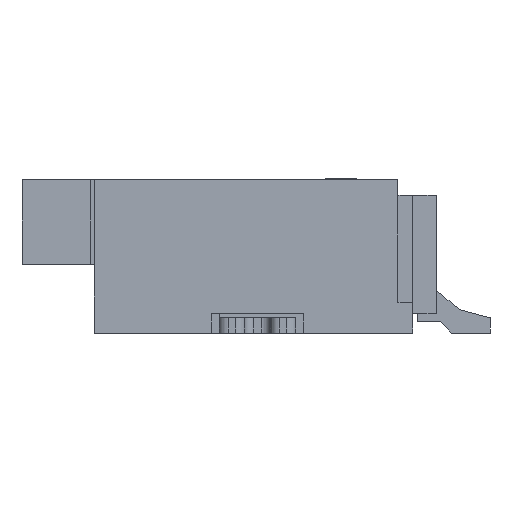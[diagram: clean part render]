
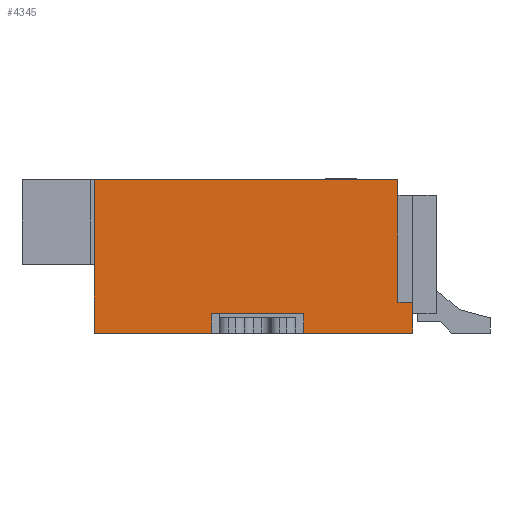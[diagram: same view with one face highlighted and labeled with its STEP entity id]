
A CAD part, left-side view. The second image highlights one B-rep face of the part: STEP entity #4345.
In plain terms, the highlighted planar face has unit normal (-1, 0, 0).
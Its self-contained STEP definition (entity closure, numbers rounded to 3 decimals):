
#767 = VECTOR ( 'NONE', #29317, 1000. ) ;
#1570 = ORIENTED_EDGE ( 'NONE', *, *, #28956, .F. ) ;
#2364 = CARTESIAN_POINT ( 'NONE',  ( -4.7, 0., -1.75 ) ) ;
#4271 = EDGE_CURVE ( 'NONE', #40345, #26513, #4815, .T. ) ;
#4345 = ADVANCED_FACE ( 'NONE', ( #31549 ), #31983, .F. ) ;
#4575 = VECTOR ( 'NONE', #32461, 1000. ) ;
#4815 = LINE ( 'NONE', #38692, #16176 ) ;
#5016 = DIRECTION ( 'NONE',  ( 0., 0., 1. ) ) ;
#5814 = LINE ( 'NONE', #26092, #15797 ) ;
#6170 = AXIS2_PLACEMENT_3D ( 'NONE', #11737, #38928, #5016 ) ;
#6966 = EDGE_CURVE ( 'NONE', #30284, #41723, #15370, .T. ) ;
#7455 = ORIENTED_EDGE ( 'NONE', *, *, #25159, .T. ) ;
#7679 = CARTESIAN_POINT ( 'NONE',  ( -4.7, 2.11, -2. ) ) ;
#8406 = VERTEX_POINT ( 'NONE', #11636 ) ;
#8568 = VECTOR ( 'NONE', #8860, 1000. ) ;
#8860 = DIRECTION ( 'NONE',  ( 0., 0., -1. ) ) ;
#9088 = CARTESIAN_POINT ( 'NONE',  ( -4.7, 2.11, -2. ) ) ;
#9836 = DIRECTION ( 'NONE',  ( 0., -1., 0. ) ) ;
#11408 = ORIENTED_EDGE ( 'NONE', *, *, #17465, .T. ) ;
#11558 = CARTESIAN_POINT ( 'NONE',  ( -4.7, 2.11, 0. ) ) ;
#11636 = CARTESIAN_POINT ( 'NONE',  ( -4.7, -2.04, -2. ) ) ;
#11737 = CARTESIAN_POINT ( 'NONE',  ( -4.7, 0., 0. ) ) ;
#11916 = CARTESIAN_POINT ( 'NONE',  ( -4.7, -0.62, -1.75 ) ) ;
#12304 = EDGE_LOOP ( 'NONE', ( #11408, #22306, #15112, #7455, #28417, #13131, #43859, #40946, #42637, #1570 ) ) ;
#12453 = LINE ( 'NONE', #9088, #26459 ) ;
#13131 = ORIENTED_EDGE ( 'NONE', *, *, #16924, .F. ) ;
#13798 = VERTEX_POINT ( 'NONE', #11916 ) ;
#15112 = ORIENTED_EDGE ( 'NONE', *, *, #18894, .T. ) ;
#15370 = LINE ( 'NONE', #28900, #8568 ) ;
#15797 = VECTOR ( 'NONE', #9836, 1000. ) ;
#16009 = LINE ( 'NONE', #42936, #767 ) ;
#16176 = VECTOR ( 'NONE', #42225, 1000. ) ;
#16924 = EDGE_CURVE ( 'NONE', #13798, #30284, #25982, .T. ) ;
#17040 = EDGE_CURVE ( 'NONE', #8406, #18326, #27077, .T. ) ;
#17266 = EDGE_CURVE ( 'NONE', #13798, #36645, #29272, .T. ) ;
#17465 = EDGE_CURVE ( 'NONE', #34221, #40345, #35483, .T. ) ;
#18145 = DIRECTION ( 'NONE',  ( 0., 0., 1. ) ) ;
#18326 = VERTEX_POINT ( 'NONE', #20334 ) ;
#18894 = EDGE_CURVE ( 'NONE', #26513, #36854, #12453, .T. ) ;
#20086 = CARTESIAN_POINT ( 'NONE',  ( -4.7, -0.62, -2. ) ) ;
#20334 = CARTESIAN_POINT ( 'NONE',  ( -4.7, -2.04, -1.6 ) ) ;
#21691 = VECTOR ( 'NONE', #21957, 1000. ) ;
#21957 = DIRECTION ( 'NONE',  ( 0., 0., -1. ) ) ;
#22306 = ORIENTED_EDGE ( 'NONE', *, *, #4271, .T. ) ;
#22943 = CARTESIAN_POINT ( 'NONE',  ( -4.7, -1.85, -1.6 ) ) ;
#23410 = CARTESIAN_POINT ( 'NONE',  ( -4.7, -1.85, 0. ) ) ;
#23748 = CARTESIAN_POINT ( 'NONE',  ( -4.7, -2.04, -2. ) ) ;
#23806 = VECTOR ( 'NONE', #26642, 1000. ) ;
#25159 = EDGE_CURVE ( 'NONE', #36854, #41723, #16009, .T. ) ;
#25306 = CARTESIAN_POINT ( 'NONE',  ( -4.7, -0.62, -1.75 ) ) ;
#25519 = EDGE_CURVE ( 'NONE', #36645, #8406, #5814, .T. ) ;
#25982 = LINE ( 'NONE', #2364, #4575 ) ;
#26092 = CARTESIAN_POINT ( 'NONE',  ( -4.7, -2.04, -2. ) ) ;
#26459 = VECTOR ( 'NONE', #26877, 1000. ) ;
#26513 = VERTEX_POINT ( 'NONE', #11558 ) ;
#26642 = DIRECTION ( 'NONE',  ( 0., 0., 1. ) ) ;
#26877 = DIRECTION ( 'NONE',  ( 0., 0., -1. ) ) ;
#27077 = LINE ( 'NONE', #23748, #23806 ) ;
#28417 = ORIENTED_EDGE ( 'NONE', *, *, #6966, .F. ) ;
#28900 = CARTESIAN_POINT ( 'NONE',  ( -4.7, 0.58, -1.75 ) ) ;
#28956 = EDGE_CURVE ( 'NONE', #34221, #18326, #32730, .T. ) ;
#29272 = LINE ( 'NONE', #25306, #21691 ) ;
#29317 = DIRECTION ( 'NONE',  ( 0., -1., 0. ) ) ;
#30284 = VERTEX_POINT ( 'NONE', #33237 ) ;
#31549 = FACE_OUTER_BOUND ( 'NONE', #12304, .T. ) ;
#31983 = PLANE ( 'NONE',  #6170 ) ;
#32461 = DIRECTION ( 'NONE',  ( 0., 1., 0. ) ) ;
#32730 = LINE ( 'NONE', #35658, #40868 ) ;
#33237 = CARTESIAN_POINT ( 'NONE',  ( -4.7, 0.58, -1.75 ) ) ;
#34219 = CARTESIAN_POINT ( 'NONE',  ( -4.7, 0.58, -2. ) ) ;
#34221 = VERTEX_POINT ( 'NONE', #22943 ) ;
#35483 = LINE ( 'NONE', #39497, #40232 ) ;
#35658 = CARTESIAN_POINT ( 'NONE',  ( -4.7, 0., -1.6 ) ) ;
#36645 = VERTEX_POINT ( 'NONE', #20086 ) ;
#36854 = VERTEX_POINT ( 'NONE', #7679 ) ;
#38692 = CARTESIAN_POINT ( 'NONE',  ( -4.7, -2.04, 0. ) ) ;
#38928 = DIRECTION ( 'NONE',  ( 1., 0., 0. ) ) ;
#39441 = DIRECTION ( 'NONE',  ( 0., -1., 0. ) ) ;
#39497 = CARTESIAN_POINT ( 'NONE',  ( -4.7, -1.85, -1.6 ) ) ;
#40232 = VECTOR ( 'NONE', #18145, 1000. ) ;
#40345 = VERTEX_POINT ( 'NONE', #23410 ) ;
#40868 = VECTOR ( 'NONE', #39441, 1000. ) ;
#40946 = ORIENTED_EDGE ( 'NONE', *, *, #25519, .T. ) ;
#41723 = VERTEX_POINT ( 'NONE', #34219 ) ;
#42225 = DIRECTION ( 'NONE',  ( 0., 1., 0. ) ) ;
#42637 = ORIENTED_EDGE ( 'NONE', *, *, #17040, .T. ) ;
#42936 = CARTESIAN_POINT ( 'NONE',  ( -4.7, -2.04, -2. ) ) ;
#43859 = ORIENTED_EDGE ( 'NONE', *, *, #17266, .T. ) ;
